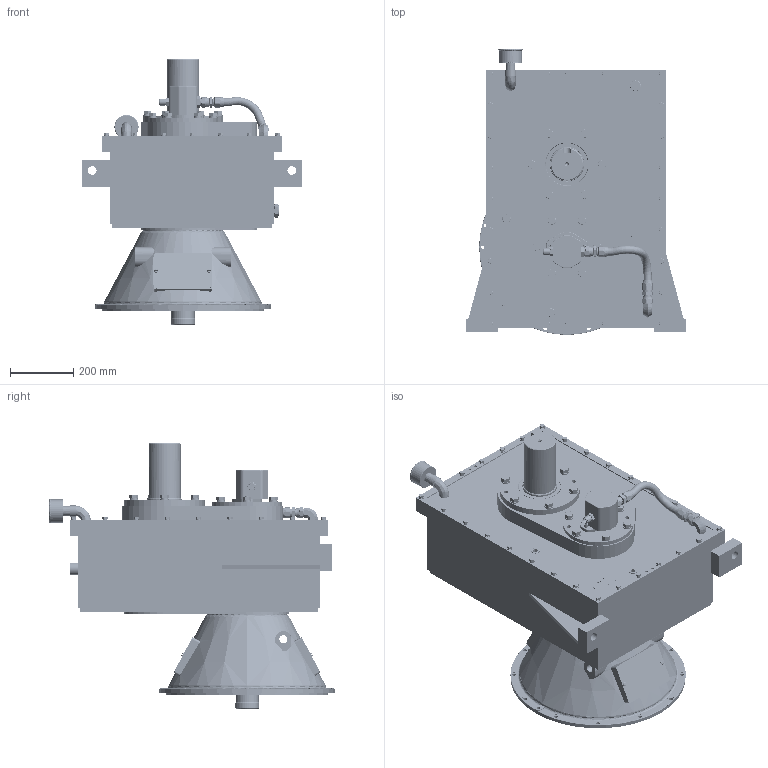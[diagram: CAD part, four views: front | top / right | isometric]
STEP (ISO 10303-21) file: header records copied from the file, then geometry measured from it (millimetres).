
FILE_DESCRIPTION (( 'STEP AP214' ), '1' );
FILE_NAME ('D175E250001.STEP', '2017-09-06T14:49:45', ( 'MikeMihajlovic' ), ( 'Microsoft' ), 'SwSTEP 2.0', 'SolidWorks 2017', '' );
FILE_SCHEMA (( 'AUTOMOTIVE_DESIGN' ));
Length unit declared in the file: inch
Products named in the file (56): PPSKG1_00-11_5_21; D144063_4; D175013_2; AVBF-16_17; DWL_38X1_50_9; BCN30313_BCP30313_ASM_7; STEL1_00NPT90_21; SHCS_25-20X_50_15; 30313_CUP_8; HHCSZ_63-11X1_75_8; D218009_6; 30313_CONE_8; HHCSZ_63-11X1_50_6; D175001B; SSCP_38-16X_50_5; LWZ_63_11; SHCS_25-20X1_00_15; SG1_00NPT-01_7; D175E250001; D144088_15; HHCSZ_38-16X1_75_9; D192021_4; OS4_250X5_251-2_3; HA-12-12-12-14_D175E250001; D144138; D175014_3; 20621-12-12; OR1_612X_103_7; SHCS_38-16X1_00_17; .75IDX12_D175A250001_OUTPUT; SSCP_25-20X_38_7; LPPGP505-10CW_12; CL-SP214-MBR; D175011_2; D144087_6; DS90081A106_45; RHSKCS_25-20X_50_15; SHK23020_5; NP266409-1_38; CV7_25X5_00_8 ...
Assembly tree (168 placements, depth 3):
  D175E250001
    D175001B
    D218009_6  x2
    SHCS_25-20X_50_15  x4
    DWL_38X1_50_9  x2
    D144063_4
    LWZ_38_41  x34
    HHCSZ_38-16X1_25_22  x6
    OS4_500X5_501-2_6
    D17-1-SP214_1
    SHCS_63-11X1_50_2  x6
    CV7_25X5_00_8  x2
    RHSKCS_25-20X_50_15  x4
    D175011_2
    SSCP_25-20X_38_7  x2
    OR1_612X_103_7
    D144138
    D192021_4
    D144088_15
    SHCS_25-20X1_00_15  x2
    SSCP_38-16X_50_5
    BCN30313_BCP30313_ASM_7
      30313_CONE_8
      30313_CUP_8
    D175013_2
    D175002B
    SHK22505_8  x3
    SHK22507_8  x3
    SHK22520_8
    SHK23005_5  x3
    SHK23007_5  x3
    SHK23020_5
    D144087_6
    LPPGP505-10CW_12
    SHCS_38-16X1_00_17  x2
    D175014_3
    OS4_250X5_251-2_3
    HHCSZ_38-16X1_75_9  x28
    SG1_00NPT-01_7
    LWZ_63_11  x12
    HHCSZ_63-11X1_50_6  x6
    HHCSZ_63-11X1_75_8  x6
    STEL1_00NPT90_21
    AVBF-16_17
    PPSKG1_00-11_5_21
    PPSKM_75-14_17
    PPSKG_75-14_15
    ME12-CTX-S_14
    STC12-F5OX-S_11
    STC10-F5OX-S_10
    NP266409-1_38
    DS90081A106_45  x2
    CL-SP214-MBR
    HA-12-12-12-14_D175E250001
      .75IDX12_D175A250001_OUTPUT
      20621-12-12  x2
Bounding box: 692.15 x 899.29 x 835.28 mm (x, y, z)
Volume: 1674071.7 mm3; surface area: 6400138.7 mm2
Topology: 94 solids, 318 shells, 5468 faces, 13725 edges, 8901 vertices
Faces by surface type: cylinder 2360, plane 2183, cone 576, bspline 321, torus 28
Full cylindrical faces by diameter (mm): 19.685 x1
Entity records: 187044 total; most frequent: CARTESIAN_POINT 69693, ORIENTED_EDGE 23733, DIRECTION 23471, EDGE_CURVE 12068, AXIS2_PLACEMENT_3D 8679, VERTEX_POINT 7895, VECTOR 6113, LINE 6113
